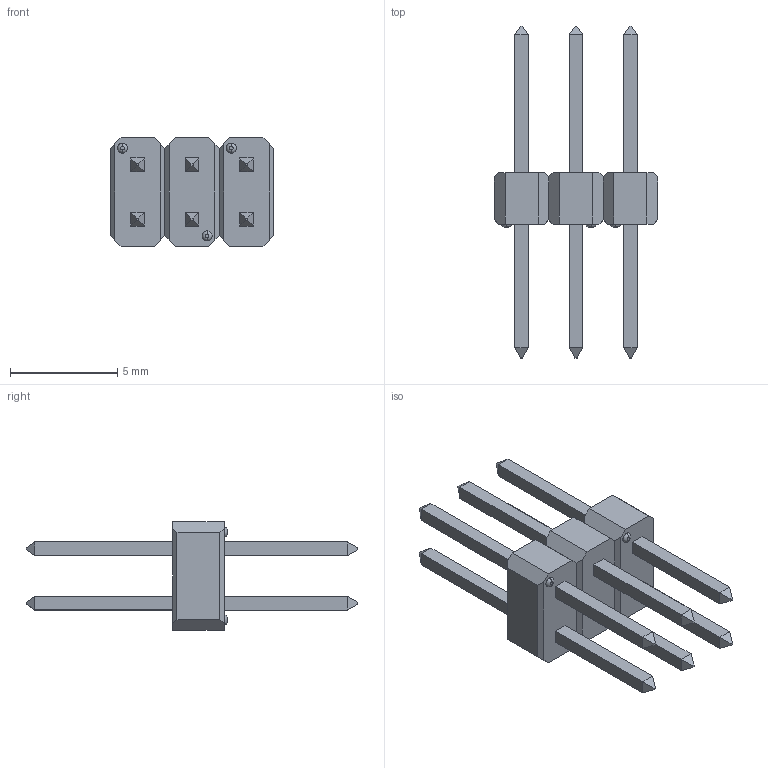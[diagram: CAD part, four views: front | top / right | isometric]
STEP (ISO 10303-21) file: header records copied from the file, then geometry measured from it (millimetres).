
FILE_DESCRIPTION (( 'STEP AP214' ), '1' );
FILE_NAME ('PBC03DABN.STEP', '2018-01-19T16:06:10', ( '' ), ( '' ), 'SwSTEP 2.0', 'SolidWorks 2014', '' );
FILE_SCHEMA (( 'AUTOMOTIVE_DESIGN' ));
Length unit declared in the file: millimetre
Products named in the file (2): Dual TH with end bump format; PBC03DABN
Assembly tree (3 placements, depth 2):
  PBC03DABN
    Dual TH with end bump format  x3
Bounding box: 7.62 x 15.48 x 5.08 mm (x, y, z)
Volume: 119.2 mm3; surface area: 371.4 mm2
Topology: 15 solids, 15 shells, 171 faces, 366 edges, 228 vertices
Faces by surface type: plane 165, torus 6
Entity records: 1612 total; most frequent: CARTESIAN_POINT 261, DIRECTION 254, ORIENTED_EDGE 244, EDGE_CURVE 122, LINE 116, VECTOR 116, VERTEX_POINT 76, AXIS2_PLACEMENT_3D 69
